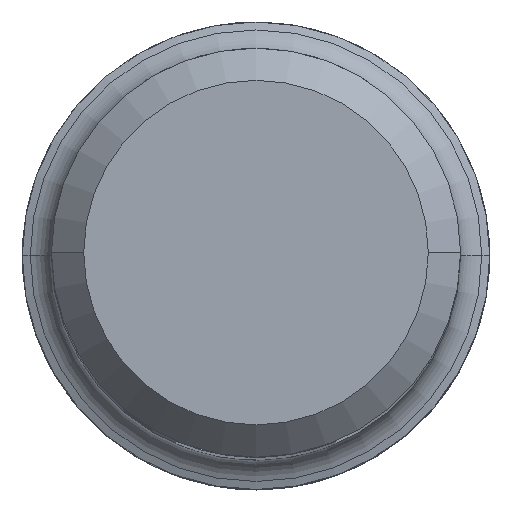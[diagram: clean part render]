
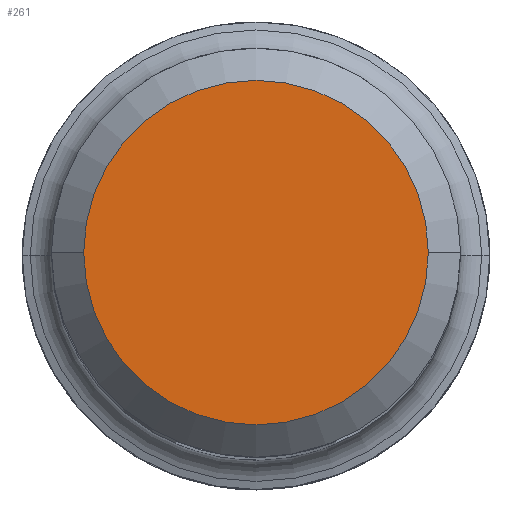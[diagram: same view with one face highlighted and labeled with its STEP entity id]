
A CAD part, top view. The second image highlights one B-rep face of the part: STEP entity #261.
In plain terms, the highlighted face is planar.
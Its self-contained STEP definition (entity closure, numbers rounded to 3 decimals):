
#158=PLANE('',#2671);
#261=ADVANCED_FACE('',(#410),#158,.T.);
#410=FACE_OUTER_BOUND('',#527,.T.);
#527=EDGE_LOOP('',(#1069,#1070));
#1069=ORIENTED_EDGE('',*,*,#2123,.T.);
#1070=ORIENTED_EDGE('',*,*,#2112,.T.);
#1829=VERTEX_POINT('',#3604);
#1830=VERTEX_POINT('',#3605);
#2112=EDGE_CURVE('',#1829,#1830,#2495,.T.);
#2123=EDGE_CURVE('',#1830,#1829,#2502,.T.);
#2495=CIRCLE('',#2660,5.344);
#2502=CIRCLE('',#2670,5.344);
#2660=AXIS2_PLACEMENT_3D('',#3603,#2923,#2924);
#2670=AXIS2_PLACEMENT_3D('',#3625,#2947,#2948);
#2671=AXIS2_PLACEMENT_3D('',#3626,#2949,#2950);
#2923=DIRECTION('',(0.,0.,1.));
#2924=DIRECTION('',(1.,0.,0.));
#2947=DIRECTION('',(0.,0.,1.));
#2948=DIRECTION('',(1.,0.,0.));
#2949=DIRECTION('',(0.,0.,1.));
#2950=DIRECTION('',(-1.,0.,0.));
#3603=CARTESIAN_POINT('',(0.,0.,0.));
#3604=CARTESIAN_POINT('',(5.344,0.,0.));
#3605=CARTESIAN_POINT('',(-5.344,0.,0.));
#3625=CARTESIAN_POINT('',(0.,0.,0.));
#3626=CARTESIAN_POINT('',(0.,3.,0.));
